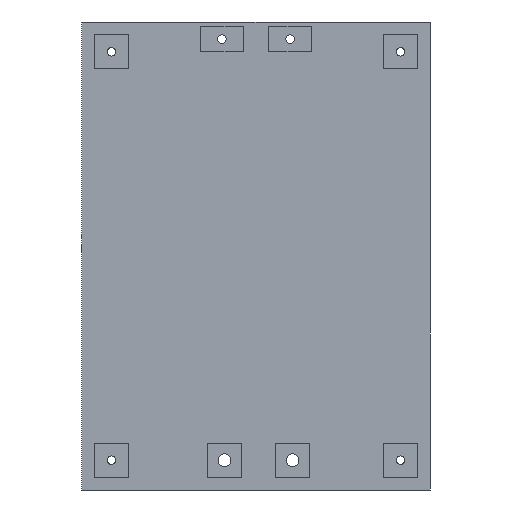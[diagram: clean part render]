
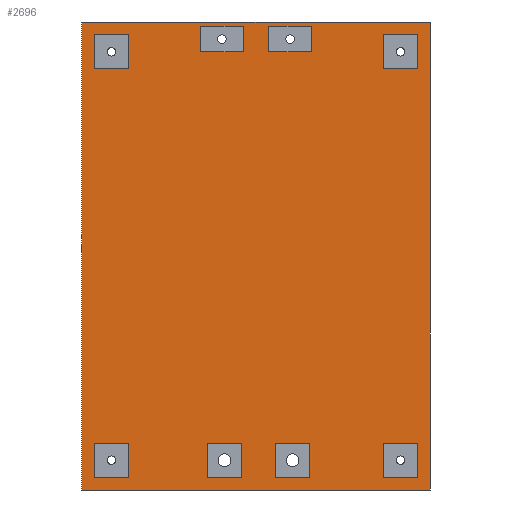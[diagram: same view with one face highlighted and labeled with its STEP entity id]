
A CAD part, front view. The second image highlights one B-rep face of the part: STEP entity #2696.
In plain terms, the highlighted planar face has unit normal (0, -1, 0).
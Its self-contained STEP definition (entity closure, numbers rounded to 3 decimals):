
#59=FACE_BOUND('',#395,.T.);
#60=FACE_BOUND('',#396,.T.);
#61=FACE_BOUND('',#397,.T.);
#62=FACE_BOUND('',#398,.T.);
#63=FACE_BOUND('',#399,.T.);
#64=FACE_BOUND('',#400,.T.);
#65=FACE_BOUND('',#401,.T.);
#66=FACE_BOUND('',#402,.T.);
#226=FACE_OUTER_BOUND('',#394,.T.);
#394=EDGE_LOOP('',(#2381,#2382,#2383,#2384));
#395=EDGE_LOOP('',(#2385,#2386,#2387,#2388));
#396=EDGE_LOOP('',(#2389,#2390,#2391,#2392));
#397=EDGE_LOOP('',(#2393,#2394,#2395,#2396));
#398=EDGE_LOOP('',(#2397,#2398,#2399,#2400));
#399=EDGE_LOOP('',(#2401,#2402,#2403,#2404));
#400=EDGE_LOOP('',(#2405,#2406,#2407,#2408));
#401=EDGE_LOOP('',(#2409,#2410,#2411,#2412));
#402=EDGE_LOOP('',(#2413,#2414,#2415,#2416));
#403=LINE('',#3549,#749);
#407=LINE('',#3557,#753);
#410=LINE('',#3563,#756);
#417=LINE('',#3577,#763);
#427=LINE('',#3603,#773);
#431=LINE('',#3611,#777);
#434=LINE('',#3617,#780);
#441=LINE('',#3631,#787);
#465=LINE('',#3685,#811);
#584=LINE('',#3924,#930);
#588=LINE('',#3932,#934);
#591=LINE('',#3938,#937);
#598=LINE('',#3952,#944);
#608=LINE('',#3978,#954);
#612=LINE('',#3986,#958);
#615=LINE('',#3992,#961);
#622=LINE('',#4006,#968);
#641=LINE('',#4050,#987);
#645=LINE('',#4058,#991);
#648=LINE('',#4064,#994);
#655=LINE('',#4078,#1001);
#665=LINE('',#4104,#1011);
#669=LINE('',#4112,#1015);
#672=LINE('',#4118,#1018);
#679=LINE('',#4132,#1025);
#689=LINE('',#4158,#1035);
#693=LINE('',#4166,#1039);
#696=LINE('',#4172,#1042);
#703=LINE('',#4186,#1049);
#713=LINE('',#4212,#1059);
#717=LINE('',#4220,#1063);
#720=LINE('',#4226,#1066);
#727=LINE('',#4240,#1073);
#741=LINE('',#4274,#1087);
#745=LINE('',#4281,#1091);
#747=LINE('',#4284,#1093);
#749=VECTOR('',#2881,10.);
#753=VECTOR('',#2887,10.);
#756=VECTOR('',#2892,10.);
#763=VECTOR('',#2903,10.);
#773=VECTOR('',#2929,10.);
#777=VECTOR('',#2935,10.);
#780=VECTOR('',#2940,10.);
#787=VECTOR('',#2951,10.);
#811=VECTOR('',#2999,10.);
#930=VECTOR('',#3208,10.);
#934=VECTOR('',#3214,10.);
#937=VECTOR('',#3219,10.);
#944=VECTOR('',#3230,10.);
#954=VECTOR('',#3256,10.);
#958=VECTOR('',#3262,10.);
#961=VECTOR('',#3267,10.);
#968=VECTOR('',#3278,10.);
#987=VECTOR('',#3325,10.);
#991=VECTOR('',#3331,10.);
#994=VECTOR('',#3336,10.);
#1001=VECTOR('',#3347,10.);
#1011=VECTOR('',#3373,10.);
#1015=VECTOR('',#3379,10.);
#1018=VECTOR('',#3384,10.);
#1025=VECTOR('',#3395,10.);
#1035=VECTOR('',#3421,10.);
#1039=VECTOR('',#3427,10.);
#1042=VECTOR('',#3432,10.);
#1049=VECTOR('',#3443,10.);
#1059=VECTOR('',#3469,10.);
#1063=VECTOR('',#3475,10.);
#1066=VECTOR('',#3480,10.);
#1073=VECTOR('',#3491,10.);
#1087=VECTOR('',#3529,10.);
#1091=VECTOR('',#3535,10.);
#1093=VECTOR('',#3539,10.);
#1095=VERTEX_POINT('',#3547);
#1096=VERTEX_POINT('',#3548);
#1099=VERTEX_POINT('',#3556);
#1101=VERTEX_POINT('',#3562);
#1113=VERTEX_POINT('',#3601);
#1114=VERTEX_POINT('',#3602);
#1117=VERTEX_POINT('',#3610);
#1119=VERTEX_POINT('',#3616);
#1141=VERTEX_POINT('',#3682);
#1142=VERTEX_POINT('',#3684);
#1216=VERTEX_POINT('',#3922);
#1217=VERTEX_POINT('',#3923);
#1220=VERTEX_POINT('',#3931);
#1222=VERTEX_POINT('',#3937);
#1234=VERTEX_POINT('',#3976);
#1235=VERTEX_POINT('',#3977);
#1238=VERTEX_POINT('',#3985);
#1240=VERTEX_POINT('',#3991);
#1255=VERTEX_POINT('',#4048);
#1256=VERTEX_POINT('',#4049);
#1259=VERTEX_POINT('',#4057);
#1261=VERTEX_POINT('',#4063);
#1273=VERTEX_POINT('',#4102);
#1274=VERTEX_POINT('',#4103);
#1277=VERTEX_POINT('',#4111);
#1279=VERTEX_POINT('',#4117);
#1291=VERTEX_POINT('',#4156);
#1292=VERTEX_POINT('',#4157);
#1295=VERTEX_POINT('',#4165);
#1297=VERTEX_POINT('',#4171);
#1309=VERTEX_POINT('',#4210);
#1310=VERTEX_POINT('',#4211);
#1313=VERTEX_POINT('',#4219);
#1315=VERTEX_POINT('',#4225);
#1327=VERTEX_POINT('',#4272);
#1328=VERTEX_POINT('',#4273);
#1331=EDGE_CURVE('',#1095,#1096,#403,.T.);
#1335=EDGE_CURVE('',#1099,#1095,#407,.T.);
#1338=EDGE_CURVE('',#1096,#1101,#410,.T.);
#1345=EDGE_CURVE('',#1101,#1099,#417,.T.);
#1357=EDGE_CURVE('',#1113,#1114,#427,.T.);
#1361=EDGE_CURVE('',#1117,#1113,#431,.T.);
#1364=EDGE_CURVE('',#1114,#1119,#434,.T.);
#1371=EDGE_CURVE('',#1119,#1117,#441,.T.);
#1397=EDGE_CURVE('',#1141,#1142,#465,.T.);
#1516=EDGE_CURVE('',#1216,#1217,#584,.T.);
#1520=EDGE_CURVE('',#1220,#1216,#588,.T.);
#1523=EDGE_CURVE('',#1217,#1222,#591,.T.);
#1530=EDGE_CURVE('',#1222,#1220,#598,.T.);
#1542=EDGE_CURVE('',#1234,#1235,#608,.T.);
#1546=EDGE_CURVE('',#1238,#1234,#612,.T.);
#1549=EDGE_CURVE('',#1235,#1240,#615,.T.);
#1556=EDGE_CURVE('',#1240,#1238,#622,.T.);
#1577=EDGE_CURVE('',#1255,#1256,#641,.T.);
#1581=EDGE_CURVE('',#1259,#1255,#645,.T.);
#1584=EDGE_CURVE('',#1256,#1261,#648,.T.);
#1591=EDGE_CURVE('',#1261,#1259,#655,.T.);
#1603=EDGE_CURVE('',#1273,#1274,#665,.T.);
#1607=EDGE_CURVE('',#1277,#1273,#669,.T.);
#1610=EDGE_CURVE('',#1274,#1279,#672,.T.);
#1617=EDGE_CURVE('',#1279,#1277,#679,.T.);
#1629=EDGE_CURVE('',#1291,#1292,#689,.T.);
#1633=EDGE_CURVE('',#1295,#1291,#693,.T.);
#1636=EDGE_CURVE('',#1292,#1297,#696,.T.);
#1643=EDGE_CURVE('',#1297,#1295,#703,.T.);
#1655=EDGE_CURVE('',#1309,#1310,#713,.T.);
#1659=EDGE_CURVE('',#1313,#1309,#717,.T.);
#1662=EDGE_CURVE('',#1310,#1315,#720,.T.);
#1669=EDGE_CURVE('',#1315,#1313,#727,.T.);
#1685=EDGE_CURVE('',#1327,#1328,#741,.T.);
#1689=EDGE_CURVE('',#1142,#1327,#745,.T.);
#1691=EDGE_CURVE('',#1328,#1141,#747,.T.);
#2381=ORIENTED_EDGE('',*,*,#1691,.F.);
#2382=ORIENTED_EDGE('',*,*,#1685,.F.);
#2383=ORIENTED_EDGE('',*,*,#1689,.F.);
#2384=ORIENTED_EDGE('',*,*,#1397,.F.);
#2385=ORIENTED_EDGE('',*,*,#1345,.T.);
#2386=ORIENTED_EDGE('',*,*,#1335,.T.);
#2387=ORIENTED_EDGE('',*,*,#1331,.T.);
#2388=ORIENTED_EDGE('',*,*,#1338,.T.);
#2389=ORIENTED_EDGE('',*,*,#1371,.T.);
#2390=ORIENTED_EDGE('',*,*,#1361,.T.);
#2391=ORIENTED_EDGE('',*,*,#1357,.T.);
#2392=ORIENTED_EDGE('',*,*,#1364,.T.);
#2393=ORIENTED_EDGE('',*,*,#1530,.T.);
#2394=ORIENTED_EDGE('',*,*,#1520,.T.);
#2395=ORIENTED_EDGE('',*,*,#1516,.T.);
#2396=ORIENTED_EDGE('',*,*,#1523,.T.);
#2397=ORIENTED_EDGE('',*,*,#1556,.T.);
#2398=ORIENTED_EDGE('',*,*,#1546,.T.);
#2399=ORIENTED_EDGE('',*,*,#1542,.T.);
#2400=ORIENTED_EDGE('',*,*,#1549,.T.);
#2401=ORIENTED_EDGE('',*,*,#1591,.T.);
#2402=ORIENTED_EDGE('',*,*,#1581,.T.);
#2403=ORIENTED_EDGE('',*,*,#1577,.T.);
#2404=ORIENTED_EDGE('',*,*,#1584,.T.);
#2405=ORIENTED_EDGE('',*,*,#1617,.T.);
#2406=ORIENTED_EDGE('',*,*,#1607,.T.);
#2407=ORIENTED_EDGE('',*,*,#1603,.T.);
#2408=ORIENTED_EDGE('',*,*,#1610,.T.);
#2409=ORIENTED_EDGE('',*,*,#1643,.T.);
#2410=ORIENTED_EDGE('',*,*,#1633,.T.);
#2411=ORIENTED_EDGE('',*,*,#1629,.T.);
#2412=ORIENTED_EDGE('',*,*,#1636,.T.);
#2413=ORIENTED_EDGE('',*,*,#1669,.T.);
#2414=ORIENTED_EDGE('',*,*,#1659,.T.);
#2415=ORIENTED_EDGE('',*,*,#1655,.T.);
#2416=ORIENTED_EDGE('',*,*,#1662,.T.);
#2552=PLANE('',#2876);
#2696=ADVANCED_FACE('',(#226,#59,#60,#61,#62,#63,#64,#65,#66),#2552,.T.);
#2876=AXIS2_PLACEMENT_3D('',#4287,#3543,#3544);
#2881=DIRECTION('',(0.,0.,-1.));
#2887=DIRECTION('',(1.,0.,0.));
#2892=DIRECTION('',(-1.,0.,0.));
#2903=DIRECTION('',(0.,0.,1.));
#2929=DIRECTION('',(0.,0.,-1.));
#2935=DIRECTION('',(1.,0.,0.));
#2940=DIRECTION('',(-1.,0.,0.));
#2951=DIRECTION('',(0.,0.,1.));
#2999=DIRECTION('',(0.,0.,-1.));
#3208=DIRECTION('',(0.,0.,-1.));
#3214=DIRECTION('',(1.,0.,0.));
#3219=DIRECTION('',(-1.,0.,0.));
#3230=DIRECTION('',(0.,0.,1.));
#3256=DIRECTION('',(0.,0.,-1.));
#3262=DIRECTION('',(1.,0.,0.));
#3267=DIRECTION('',(-1.,0.,0.));
#3278=DIRECTION('',(0.,0.,1.));
#3325=DIRECTION('',(1.,0.,0.));
#3331=DIRECTION('',(0.,0.,1.));
#3336=DIRECTION('',(0.,0.,-1.));
#3347=DIRECTION('',(-1.,0.,0.));
#3373=DIRECTION('',(0.,0.,-1.));
#3379=DIRECTION('',(1.,0.,0.));
#3384=DIRECTION('',(-1.,0.,0.));
#3395=DIRECTION('',(0.,0.,1.));
#3421=DIRECTION('',(0.,0.,1.));
#3427=DIRECTION('',(-1.,0.,0.));
#3432=DIRECTION('',(1.,0.,0.));
#3443=DIRECTION('',(0.,0.,-1.));
#3469=DIRECTION('',(1.,0.,0.));
#3475=DIRECTION('',(0.,0.,1.));
#3480=DIRECTION('',(0.,0.,-1.));
#3491=DIRECTION('',(-1.,0.,0.));
#3529=DIRECTION('',(0.,0.,1.));
#3535=DIRECTION('',(-1.,0.,0.));
#3539=DIRECTION('',(1.,0.,0.));
#3543=DIRECTION('center_axis',(0.,-1.,0.));
#3544=DIRECTION('ref_axis',(0.,0.,-1.));
#3547=CARTESIAN_POINT('',(19.,0.,-0.5));
#3548=CARTESIAN_POINT('',(19.,0.,-3.5));
#3549=CARTESIAN_POINT('',(19.,0.,-14.));
#3556=CARTESIAN_POINT('',(14.,0.,-0.5));
#3557=CARTESIAN_POINT('',(17.25,0.,-0.5));
#3562=CARTESIAN_POINT('',(14.,0.,-3.5));
#3563=CARTESIAN_POINT('',(19.75,0.,-3.5));
#3577=CARTESIAN_POINT('',(14.,0.,-15.5));
#3601=CARTESIAN_POINT('',(27.,0.,-0.5));
#3602=CARTESIAN_POINT('',(27.,0.,-3.5));
#3603=CARTESIAN_POINT('',(27.,0.,-14.));
#3610=CARTESIAN_POINT('',(22.,0.,-0.5));
#3611=CARTESIAN_POINT('',(21.25,0.,-0.5));
#3616=CARTESIAN_POINT('',(22.,0.,-3.5));
#3617=CARTESIAN_POINT('',(23.75,0.,-3.5));
#3631=CARTESIAN_POINT('',(22.,0.,-15.5));
#3682=CARTESIAN_POINT('',(41.,0.,0.));
#3684=CARTESIAN_POINT('',(41.,0.,-55.));
#3685=CARTESIAN_POINT('',(41.,0.,0.));
#3922=CARTESIAN_POINT('',(18.8,0.,-49.5));
#3923=CARTESIAN_POINT('',(18.8,0.,-53.5));
#3924=CARTESIAN_POINT('',(18.8,0.,-38.5));
#3931=CARTESIAN_POINT('',(14.8,0.,-49.5));
#3932=CARTESIAN_POINT('',(17.65,0.,-49.5));
#3937=CARTESIAN_POINT('',(14.8,0.,-53.5));
#3938=CARTESIAN_POINT('',(19.65,0.,-53.5));
#3952=CARTESIAN_POINT('',(14.8,0.,-40.5));
#3976=CARTESIAN_POINT('',(26.8,0.,-49.5));
#3977=CARTESIAN_POINT('',(26.8,0.,-53.5));
#3978=CARTESIAN_POINT('',(26.8,0.,-38.5));
#3985=CARTESIAN_POINT('',(22.8,0.,-49.5));
#3986=CARTESIAN_POINT('',(21.65,0.,-49.5));
#3991=CARTESIAN_POINT('',(22.8,0.,-53.5));
#3992=CARTESIAN_POINT('',(23.65,0.,-53.5));
#4006=CARTESIAN_POINT('',(22.8,0.,-40.5));
#4048=CARTESIAN_POINT('',(35.5,0.,-49.5));
#4049=CARTESIAN_POINT('',(39.5,0.,-49.5));
#4050=CARTESIAN_POINT('',(28.,0.,-49.5));
#4057=CARTESIAN_POINT('',(35.5,0.,-53.5));
#4058=CARTESIAN_POINT('',(35.5,0.,-40.5));
#4063=CARTESIAN_POINT('',(39.5,0.,-53.5));
#4064=CARTESIAN_POINT('',(39.5,0.,-38.5));
#4078=CARTESIAN_POINT('',(30.,0.,-53.5));
#4102=CARTESIAN_POINT('',(5.5,0.,-1.5));
#4103=CARTESIAN_POINT('',(5.5,0.,-5.5));
#4104=CARTESIAN_POINT('',(5.5,0.,-14.5));
#4111=CARTESIAN_POINT('',(1.5,0.,-1.5));
#4112=CARTESIAN_POINT('',(11.,0.,-1.5));
#4117=CARTESIAN_POINT('',(1.5,0.,-5.5));
#4118=CARTESIAN_POINT('',(13.,0.,-5.5));
#4132=CARTESIAN_POINT('',(1.5,0.,-16.5));
#4156=CARTESIAN_POINT('',(1.5,0.,-53.5));
#4157=CARTESIAN_POINT('',(1.5,0.,-49.5));
#4158=CARTESIAN_POINT('',(1.5,0.,-40.5));
#4165=CARTESIAN_POINT('',(5.5,0.,-53.5));
#4166=CARTESIAN_POINT('',(13.,0.,-53.5));
#4171=CARTESIAN_POINT('',(5.5,0.,-49.5));
#4172=CARTESIAN_POINT('',(11.,0.,-49.5));
#4186=CARTESIAN_POINT('',(5.5,0.,-38.5));
#4210=CARTESIAN_POINT('',(35.5,0.,-1.5));
#4211=CARTESIAN_POINT('',(39.5,0.,-1.5));
#4212=CARTESIAN_POINT('',(28.,0.,-1.5));
#4219=CARTESIAN_POINT('',(35.5,0.,-5.5));
#4220=CARTESIAN_POINT('',(35.5,0.,-16.5));
#4225=CARTESIAN_POINT('',(39.5,0.,-5.5));
#4226=CARTESIAN_POINT('',(39.5,0.,-14.5));
#4240=CARTESIAN_POINT('',(30.,0.,-5.5));
#4272=CARTESIAN_POINT('',(0.,0.,-55.));
#4273=CARTESIAN_POINT('',(0.,0.,0.));
#4274=CARTESIAN_POINT('',(0.,0.,-55.));
#4281=CARTESIAN_POINT('',(41.,0.,-55.));
#4284=CARTESIAN_POINT('',(0.,0.,0.));
#4287=CARTESIAN_POINT('Origin',(20.5,0.,-27.5));
